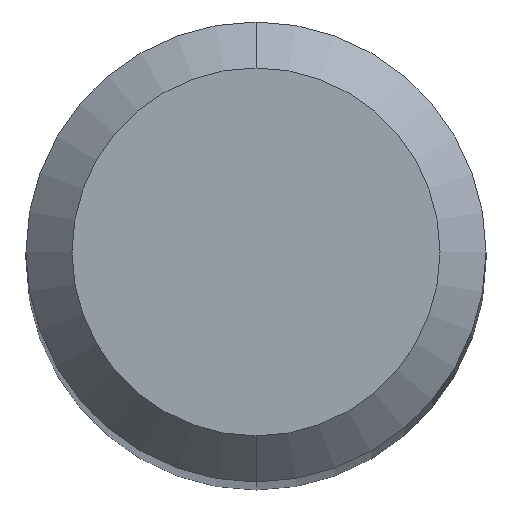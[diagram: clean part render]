
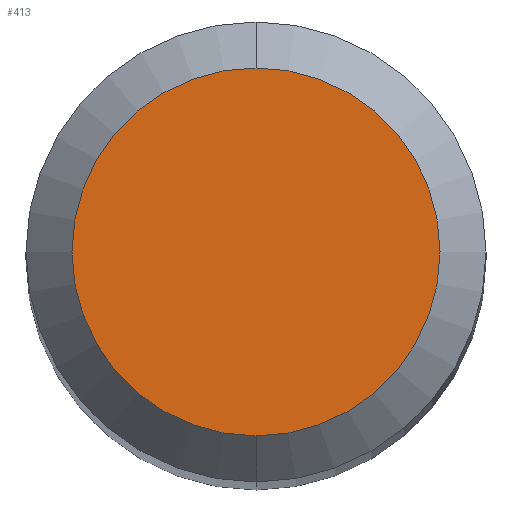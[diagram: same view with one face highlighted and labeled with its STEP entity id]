
A CAD part, top view. The second image highlights one B-rep face of the part: STEP entity #413.
In plain terms, the highlighted planar face has unit normal (0, 0, 1).
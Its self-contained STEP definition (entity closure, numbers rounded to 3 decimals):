
#203=VERTEX_POINT('',#512);
#209=VERTEX_POINT('',#518);
#297=EDGE_CURVE('',#209,#203,#616,.T.);
#349=EDGE_CURVE('',#203,#209,#671,.T.);
#413=ADVANCED_FACE('',(#744),#745,.T.);
#512=CARTESIAN_POINT('',(0.,-1.2,0.0));
#518=CARTESIAN_POINT('',(0.0,1.2,0.0));
#616=CIRCLE('',#1040,1.2);
#671=CIRCLE('',#1209,1.2);
#744=FACE_OUTER_BOUND('',#1325,.T.);
#745=PLANE('',#1326);
#1040=AXIS2_PLACEMENT_3D('',#1587,#1588,#1589);
#1209=AXIS2_PLACEMENT_3D('',#1633,#1634,#1635);
#1325=EDGE_LOOP('',(#1746,#1747));
#1326=AXIS2_PLACEMENT_3D('',#1748,#1749,#1750);
#1587=CARTESIAN_POINT('',(0.0,0.0,0.0));
#1588=DIRECTION('',(0.0,0.0,-1.0));
#1589=DIRECTION('',(0.0,1.0,0.0));
#1633=CARTESIAN_POINT('',(0.0,0.0,0.0));
#1634=DIRECTION('',(0.0,0.0,-1.0));
#1635=DIRECTION('',(0.0,1.0,0.0));
#1746=ORIENTED_EDGE('',*,*,#297,.F.);
#1747=ORIENTED_EDGE('',*,*,#349,.F.);
#1748=CARTESIAN_POINT('',(0.0,0.6,0.0));
#1749=DIRECTION('',(-0.0,0.0,1.0));
#1750=DIRECTION('',(0.0,-1.0,0.0));
